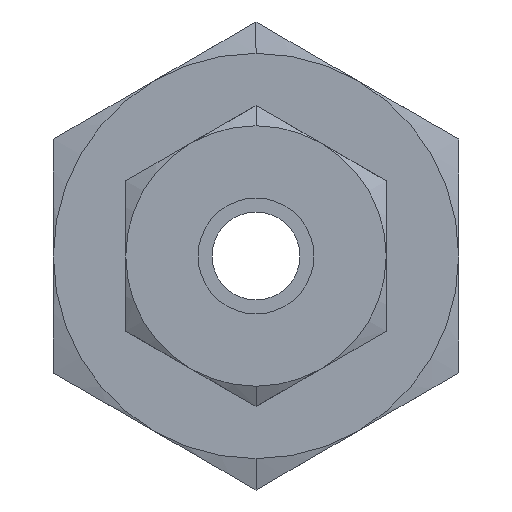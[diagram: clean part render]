
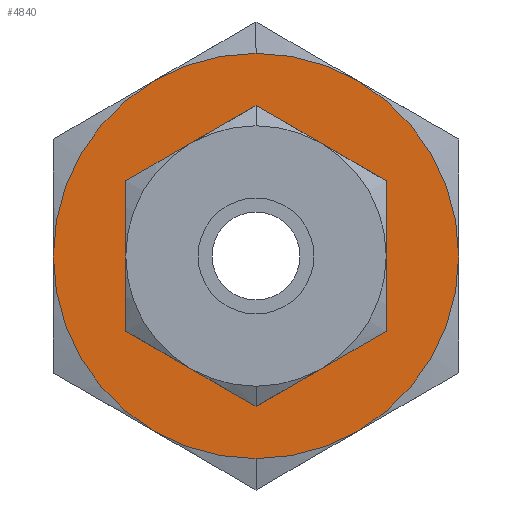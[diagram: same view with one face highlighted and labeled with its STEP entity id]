
A CAD part, left-side view. The second image highlights one B-rep face of the part: STEP entity #4840.
In plain terms, the highlighted planar face has unit normal (-1, 0, 0).
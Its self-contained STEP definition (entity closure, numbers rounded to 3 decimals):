
#86 = CARTESIAN_POINT ( 'NONE',  ( 17.78, 0., 0. ) ) ;
#205 = EDGE_CURVE ( 'NONE', #548, #2312, #4652, .T. ) ;
#207 = EDGE_LOOP ( 'NONE', ( #3199, #7896, #1251, #1515, #6225, #8580, #6975, #2755 ) ) ;
#238 = DIRECTION ( 'NONE',  ( 0., 1., 0. ) ) ;
#314 = EDGE_CURVE ( 'NONE', #7176, #7747, #3857, .T. ) ;
#548 = VERTEX_POINT ( 'NONE', #655 ) ;
#564 = DIRECTION ( 'NONE',  ( -1., 0., 0. ) ) ;
#637 = AXIS2_PLACEMENT_3D ( 'NONE', #1814, #1020, #5082 ) ;
#653 = EDGE_CURVE ( 'NONE', #1580, #548, #2526, .T. ) ;
#655 = CARTESIAN_POINT ( 'NONE',  ( 17.78, 5.555, 9.622 ) ) ;
#1020 = DIRECTION ( 'NONE',  ( -1., 0., 0. ) ) ;
#1208 = AXIS2_PLACEMENT_3D ( 'NONE', #3440, #5473, #3983 ) ;
#1216 = VERTEX_POINT ( 'NONE', #2325 ) ;
#1251 = ORIENTED_EDGE ( 'NONE', *, *, #205, .T. ) ;
#1342 = AXIS2_PLACEMENT_3D ( 'NONE', #3483, #4063, #3399 ) ;
#1348 = DIRECTION ( 'NONE',  ( 0., 0., 1. ) ) ;
#1515 = ORIENTED_EDGE ( 'NONE', *, *, #1777, .T. ) ;
#1580 = VERTEX_POINT ( 'NONE', #4788 ) ;
#1593 = CARTESIAN_POINT ( 'NONE',  ( 17.78, -5.555, 9.622 ) ) ;
#1675 = AXIS2_PLACEMENT_3D ( 'NONE', #8618, #2562, #8038 ) ;
#1766 = CARTESIAN_POINT ( 'NONE',  ( 17.78, 0., 0. ) ) ;
#1777 = EDGE_CURVE ( 'NONE', #2312, #8340, #5626, .T. ) ;
#1788 = AXIS2_PLACEMENT_3D ( 'NONE', #1766, #7789, #3876 ) ;
#1814 = CARTESIAN_POINT ( 'NONE',  ( 17.78, 0., 0. ) ) ;
#2191 = DIRECTION ( 'NONE',  ( 0., 0., -1. ) ) ;
#2211 = ORIENTED_EDGE ( 'NONE', *, *, #3131, .T. ) ;
#2312 = VERTEX_POINT ( 'NONE', #3454 ) ;
#2325 = CARTESIAN_POINT ( 'NONE',  ( 17.78, 0., -4.801 ) ) ;
#2354 = CARTESIAN_POINT ( 'NONE',  ( 17.78, 0., 0. ) ) ;
#2403 = FACE_BOUND ( 'NONE', #4098, .T. ) ;
#2526 = CIRCLE ( 'NONE', #8469, 11.11 ) ;
#2541 = AXIS2_PLACEMENT_3D ( 'NONE', #6057, #564, #3323 ) ;
#2562 = DIRECTION ( 'NONE',  ( -1., 0., 0. ) ) ;
#2700 = EDGE_CURVE ( 'NONE', #1216, #3741, #7887, .T. ) ;
#2755 = ORIENTED_EDGE ( 'NONE', *, *, #6519, .T. ) ;
#3131 = EDGE_CURVE ( 'NONE', #3741, #1216, #7949, .T. ) ;
#3199 = ORIENTED_EDGE ( 'NONE', *, *, #4261, .T. ) ;
#3311 = CIRCLE ( 'NONE', #1208, 11.11 ) ;
#3323 = DIRECTION ( 'NONE',  ( 0., 1., 0. ) ) ;
#3373 = DIRECTION ( 'NONE',  ( -1., 0., 0. ) ) ;
#3399 = DIRECTION ( 'NONE',  ( 0., -1., 0. ) ) ;
#3440 = CARTESIAN_POINT ( 'NONE',  ( 17.78, 0., 0. ) ) ;
#3454 = CARTESIAN_POINT ( 'NONE',  ( 17.78, 11.11, 0. ) ) ;
#3483 = CARTESIAN_POINT ( 'NONE',  ( 17.78, 0., 0. ) ) ;
#3554 = CARTESIAN_POINT ( 'NONE',  ( 17.78, 0., 0. ) ) ;
#3620 = DIRECTION ( 'NONE',  ( 0., 0., -1. ) ) ;
#3625 = FACE_OUTER_BOUND ( 'NONE', #207, .T. ) ;
#3741 = VERTEX_POINT ( 'NONE', #4995 ) ;
#3857 = CIRCLE ( 'NONE', #4984, 11.11 ) ;
#3862 = VERTEX_POINT ( 'NONE', #1593 ) ;
#3876 = DIRECTION ( 'NONE',  ( 0., 0., 1. ) ) ;
#3983 = DIRECTION ( 'NONE',  ( 0., 0.5, -0.866 ) ) ;
#4063 = DIRECTION ( 'NONE',  ( -1., 0., 0. ) ) ;
#4098 = EDGE_LOOP ( 'NONE', ( #7988, #2211 ) ) ;
#4101 = AXIS2_PLACEMENT_3D ( 'NONE', #4947, #6967, #3620 ) ;
#4227 = CARTESIAN_POINT ( 'NONE',  ( 17.78, -11.11, 0. ) ) ;
#4261 = EDGE_CURVE ( 'NONE', #3862, #1580, #7103, .T. ) ;
#4652 = CIRCLE ( 'NONE', #1675, 11.11 ) ;
#4722 = AXIS2_PLACEMENT_3D ( 'NONE', #3554, #6240, #6857 ) ;
#4788 = CARTESIAN_POINT ( 'NONE',  ( 17.78, 0., 11.11 ) ) ;
#4840 = ADVANCED_FACE ( 'NONE', ( #2403, #3625 ), #6318, .F. ) ;
#4947 = CARTESIAN_POINT ( 'NONE',  ( 17.78, 0., 0. ) ) ;
#4984 = AXIS2_PLACEMENT_3D ( 'NONE', #86, #8250, #2191 ) ;
#4995 = CARTESIAN_POINT ( 'NONE',  ( 17.78, 0., 4.801 ) ) ;
#5011 = CIRCLE ( 'NONE', #1342, 11.11 ) ;
#5082 = DIRECTION ( 'NONE',  ( 0., -0.5, 0.866 ) ) ;
#5090 = CARTESIAN_POINT ( 'NONE',  ( 17.78, 5.555, -9.622 ) ) ;
#5473 = DIRECTION ( 'NONE',  ( -1., 0., 0. ) ) ;
#5626 = CIRCLE ( 'NONE', #2541, 11.11 ) ;
#6057 = CARTESIAN_POINT ( 'NONE',  ( 17.78, 0., 0. ) ) ;
#6225 = ORIENTED_EDGE ( 'NONE', *, *, #6565, .T. ) ;
#6240 = DIRECTION ( 'NONE',  ( -1., 0., 0. ) ) ;
#6267 = DIRECTION ( 'NONE',  ( 1., 0., 0. ) ) ;
#6277 = CARTESIAN_POINT ( 'NONE',  ( 17.78, -5.555, -9.622 ) ) ;
#6318 = PLANE ( 'NONE',  #6830 ) ;
#6500 = VERTEX_POINT ( 'NONE', #4227 ) ;
#6519 = EDGE_CURVE ( 'NONE', #6500, #3862, #5011, .T. ) ;
#6565 = EDGE_CURVE ( 'NONE', #8340, #7176, #3311, .T. ) ;
#6646 = CARTESIAN_POINT ( 'NONE',  ( 17.78, 0., -11.11 ) ) ;
#6830 = AXIS2_PLACEMENT_3D ( 'NONE', #2354, #6267, #238 ) ;
#6857 = DIRECTION ( 'NONE',  ( 0., -0.5, -0.866 ) ) ;
#6967 = DIRECTION ( 'NONE',  ( 1., 0., 0. ) ) ;
#6975 = ORIENTED_EDGE ( 'NONE', *, *, #7364, .T. ) ;
#7103 = CIRCLE ( 'NONE', #637, 11.11 ) ;
#7176 = VERTEX_POINT ( 'NONE', #6646 ) ;
#7364 = EDGE_CURVE ( 'NONE', #7747, #6500, #8510, .T. ) ;
#7377 = CARTESIAN_POINT ( 'NONE',  ( 17.78, 0., 0. ) ) ;
#7747 = VERTEX_POINT ( 'NONE', #6277 ) ;
#7789 = DIRECTION ( 'NONE',  ( 1., 0., 0. ) ) ;
#7887 = CIRCLE ( 'NONE', #4101, 4.801 ) ;
#7896 = ORIENTED_EDGE ( 'NONE', *, *, #653, .T. ) ;
#7949 = CIRCLE ( 'NONE', #1788, 4.801 ) ;
#7988 = ORIENTED_EDGE ( 'NONE', *, *, #2700, .T. ) ;
#8038 = DIRECTION ( 'NONE',  ( 0., 0.5, 0.866 ) ) ;
#8250 = DIRECTION ( 'NONE',  ( -1., 0., 0. ) ) ;
#8340 = VERTEX_POINT ( 'NONE', #5090 ) ;
#8469 = AXIS2_PLACEMENT_3D ( 'NONE', #7377, #3373, #1348 ) ;
#8510 = CIRCLE ( 'NONE', #4722, 11.11 ) ;
#8580 = ORIENTED_EDGE ( 'NONE', *, *, #314, .T. ) ;
#8618 = CARTESIAN_POINT ( 'NONE',  ( 17.78, 0., 0. ) ) ;
